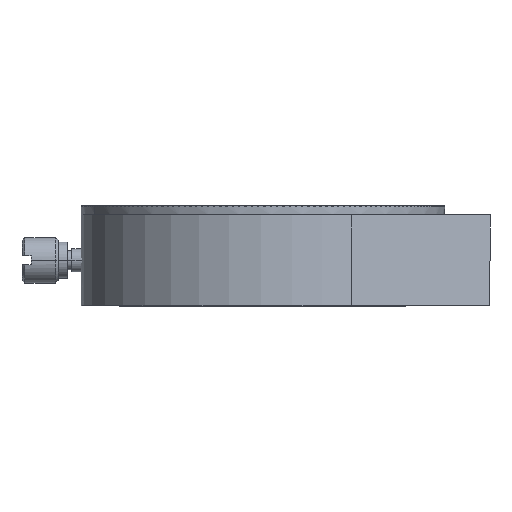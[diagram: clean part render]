
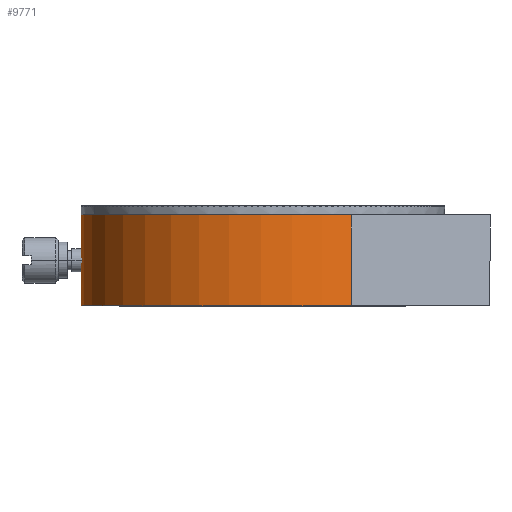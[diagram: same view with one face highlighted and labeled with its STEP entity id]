
A CAD part, left-side view. The second image highlights one B-rep face of the part: STEP entity #9771.
In plain terms, the highlighted cylindrical face has radius 20 mm (diameter 40 mm), a partial arc.
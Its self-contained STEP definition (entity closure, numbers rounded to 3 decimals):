
#769 = CARTESIAN_POINT ( 'NONE',  ( -17.488, -9.704, 10. ) ) ;
#1441 = CARTESIAN_POINT ( 'NONE',  ( 0., 20., 10. ) ) ;
#1766 = VERTEX_POINT ( 'NONE', #4698 ) ;
#2019 = CARTESIAN_POINT ( 'NONE',  ( -1.025, 19.974, 5. ) ) ;
#3289 = CARTESIAN_POINT ( 'NONE',  ( 0., 20., 10. ) ) ;
#3457 = VERTEX_POINT ( 'NONE', #3853 ) ;
#3853 = CARTESIAN_POINT ( 'NONE',  ( -17.488, -9.704, 10. ) ) ;
#4202 = DIRECTION ( 'NONE',  ( 0., 0., -1. ) ) ;
#4430 = ORIENTED_EDGE ( 'NONE', *, *, #41072, .F. ) ;
#4575 = ORIENTED_EDGE ( 'NONE', *, *, #44998, .T. ) ;
#4668 = VERTEX_POINT ( 'NONE', #13558 ) ;
#4698 = CARTESIAN_POINT ( 'NONE',  ( 0., 20., 0. ) ) ;
#4948 = DIRECTION ( 'NONE',  ( 0., 0., 1. ) ) ;
#5081 = CARTESIAN_POINT ( 'NONE',  ( 0., 0., 0. ) ) ;
#5499 = AXIS2_PLACEMENT_3D ( 'NONE', #30599, #49982, #6453 ) ;
#6301 = VECTOR ( 'NONE', #8059, 1000. ) ;
#6430 = ORIENTED_EDGE ( 'NONE', *, *, #53557, .T. ) ;
#6453 = DIRECTION ( 'NONE',  ( 0., 1., 0. ) ) ;
#6649 = CARTESIAN_POINT ( 'NONE',  ( 0., 20., 6.025 ) ) ;
#6777 = CARTESIAN_POINT ( 'NONE',  ( -1.025, 19.974, 4.865 ) ) ;
#7095 = FACE_OUTER_BOUND ( 'NONE', #7930, .T. ) ;
#7683 = AXIS2_PLACEMENT_3D ( 'NONE', #43695, #4948, #30007 ) ;
#7750 = B_SPLINE_CURVE_WITH_KNOTS ( 'NONE', 3,
 ( #6649, #16497, #21571, #31745, #17144, #12683, #32053, #45400, #60997, #31107 ),
 .UNSPECIFIED., .F., .F.,
 ( 4, 2, 2, 2, 4 ),
 ( 0.003, 0.004, 0.004, 0.004, 0.005 ),
 .UNSPECIFIED. ) ;
#7930 = EDGE_LOOP ( 'NONE', ( #4430, #44185, #60459, #6430, #4575, #29001, #62381 ) ) ;
#8059 = DIRECTION ( 'NONE',  ( 0., 0., -1. ) ) ;
#9730 = EDGE_CURVE ( 'NONE', #3457, #49897, #54442, .T. ) ;
#9771 = ADVANCED_FACE ( 'NONE', ( #7095 ), #29983, .T. ) ;
#11231 = CARTESIAN_POINT ( 'NONE',  ( 0., 20., 3.975 ) ) ;
#11287 = EDGE_CURVE ( 'NONE', #1766, #49897, #33747, .T. ) ;
#12683 = CARTESIAN_POINT ( 'NONE',  ( -0.819, 19.983, 5.63 ) ) ;
#13558 = CARTESIAN_POINT ( 'NONE',  ( 0., 20., 3.975 ) ) ;
#14806 = CIRCLE ( 'NONE', #7683, 20. ) ;
#16497 = CARTESIAN_POINT ( 'NONE',  ( -0.134, 20., 6.025 ) ) ;
#17144 = CARTESIAN_POINT ( 'NONE',  ( -0.63, 19.99, 5.82 ) ) ;
#18450 = DIRECTION ( 'NONE',  ( 0., 0., 1. ) ) ;
#21571 = CARTESIAN_POINT ( 'NONE',  ( -0.269, 19.999, 5.998 ) ) ;
#23047 = VERTEX_POINT ( 'NONE', #1441 ) ;
#27650 = VERTEX_POINT ( 'NONE', #50514 ) ;
#28923 = DIRECTION ( 'NONE',  ( 0., -1., 0. ) ) ;
#29001 = ORIENTED_EDGE ( 'NONE', *, *, #11287, .T. ) ;
#29983 = CYLINDRICAL_SURFACE ( 'NONE', #5499, 20. ) ;
#30007 = DIRECTION ( 'NONE',  ( 0., -1., 0. ) ) ;
#30290 = DIRECTION ( 'NONE',  ( 0., 0., -1. ) ) ;
#30302 = CARTESIAN_POINT ( 'NONE',  ( -0.895, 19.98, 4.483 ) ) ;
#30599 = CARTESIAN_POINT ( 'NONE',  ( 0., 0., 10. ) ) ;
#31107 = CARTESIAN_POINT ( 'NONE',  ( -1.025, 19.974, 5. ) ) ;
#31745 = CARTESIAN_POINT ( 'NONE',  ( -0.516, 19.994, 5.896 ) ) ;
#32053 = CARTESIAN_POINT ( 'NONE',  ( -0.895, 19.98, 5.517 ) ) ;
#32544 = CARTESIAN_POINT ( 'NONE',  ( -1.025, 19.974, 5. ) ) ;
#32835 = EDGE_CURVE ( 'NONE', #23047, #27650, #41736, .T. ) ;
#32900 = VECTOR ( 'NONE', #30290, 1000. ) ;
#33747 = CIRCLE ( 'NONE', #56972, 20. ) ;
#35695 = CARTESIAN_POINT ( 'NONE',  ( -0.536, 19.994, 4.086 ) ) ;
#38194 = LINE ( 'NONE', #58512, #44854 ) ;
#41072 = EDGE_CURVE ( 'NONE', #23047, #3457, #14806, .T. ) ;
#41448 = CARTESIAN_POINT ( 'NONE',  ( -17.488, -9.704, 0. ) ) ;
#41736 = LINE ( 'NONE', #3289, #6301 ) ;
#43695 = CARTESIAN_POINT ( 'NONE',  ( 0., 0., 10. ) ) ;
#44185 = ORIENTED_EDGE ( 'NONE', *, *, #32835, .T. ) ;
#44608 = CARTESIAN_POINT ( 'NONE',  ( -0.271, 20., 3.975 ) ) ;
#44854 = VECTOR ( 'NONE', #4202, 1000. ) ;
#44998 = EDGE_CURVE ( 'NONE', #4668, #1766, #38194, .T. ) ;
#45223 = CARTESIAN_POINT ( 'NONE',  ( -0.82, 19.983, 4.37 ) ) ;
#45400 = CARTESIAN_POINT ( 'NONE',  ( -0.998, 19.975, 5.269 ) ) ;
#49897 = VERTEX_POINT ( 'NONE', #41448 ) ;
#49982 = DIRECTION ( 'NONE',  ( 0., 0., -1. ) ) ;
#50514 = CARTESIAN_POINT ( 'NONE',  ( 0., 20., 6.025 ) ) ;
#53557 = EDGE_CURVE ( 'NONE', #57293, #4668, #61255, .T. ) ;
#54442 = LINE ( 'NONE', #769, #32900 ) ;
#56972 = AXIS2_PLACEMENT_3D ( 'NONE', #5081, #18450, #28923 ) ;
#57293 = VERTEX_POINT ( 'NONE', #32544 ) ;
#58512 = CARTESIAN_POINT ( 'NONE',  ( 0., 20., 10. ) ) ;
#59224 = CARTESIAN_POINT ( 'NONE',  ( -0.998, 19.975, 4.732 ) ) ;
#60459 = ORIENTED_EDGE ( 'NONE', *, *, #62696, .T. ) ;
#60997 = CARTESIAN_POINT ( 'NONE',  ( -1.025, 19.974, 5.135 ) ) ;
#61255 = B_SPLINE_CURVE_WITH_KNOTS ( 'NONE', 3,
 ( #2019, #6777, #59224, #30302, #45223, #35695, #44608, #11231 ),
 .UNSPECIFIED., .F., .F.,
 ( 4, 2, 2, 4 ),
 ( 0.005, 0.005, 0.006, 0.006 ),
 .UNSPECIFIED. ) ;
#62381 = ORIENTED_EDGE ( 'NONE', *, *, #9730, .F. ) ;
#62696 = EDGE_CURVE ( 'NONE', #27650, #57293, #7750, .T. ) ;
